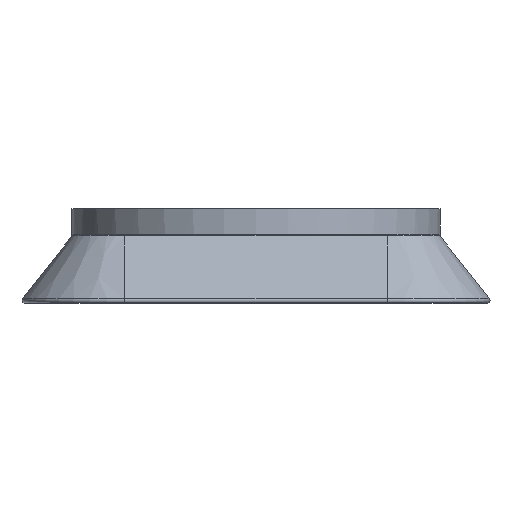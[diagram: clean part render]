
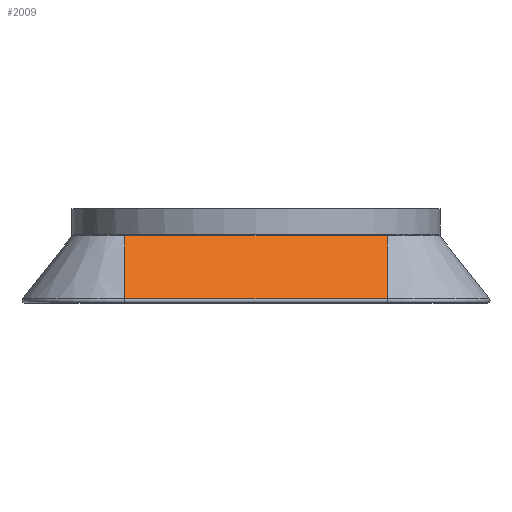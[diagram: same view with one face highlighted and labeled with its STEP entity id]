
A CAD part, front view. The second image highlights one B-rep face of the part: STEP entity #2009.
In plain terms, the highlighted planar face has unit normal (0, -0.785, 0.62).
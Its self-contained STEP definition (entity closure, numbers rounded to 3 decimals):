
#111=PLANE('',#2268);
#218=FACE_OUTER_BOUND('',#350,.T.);
#350=EDGE_LOOP('',(#1689,#1690,#1691,#1692));
#486=LINE('',#3492,#623);
#490=LINE('',#3510,#627);
#491=LINE('',#3513,#628);
#492=LINE('',#3514,#629);
#623=VECTOR('',#2835,10.);
#627=VECTOR('',#2861,10.);
#628=VECTOR('',#2864,10.);
#629=VECTOR('',#2865,10.);
#917=VERTEX_POINT('',#3485);
#919=VERTEX_POINT('',#3491);
#922=VERTEX_POINT('',#3507);
#923=VERTEX_POINT('',#3512);
#1172=EDGE_CURVE('',#919,#917,#486,.T.);
#1182=EDGE_CURVE('',#922,#917,#490,.T.);
#1183=EDGE_CURVE('',#923,#922,#491,.T.);
#1184=EDGE_CURVE('',#923,#919,#492,.T.);
#1689=ORIENTED_EDGE('',*,*,#1183,.T.);
#1690=ORIENTED_EDGE('',*,*,#1182,.T.);
#1691=ORIENTED_EDGE('',*,*,#1172,.F.);
#1692=ORIENTED_EDGE('',*,*,#1184,.F.);
#2009=ADVANCED_FACE('',(#218),#111,.T.);
#2268=AXIS2_PLACEMENT_3D('',#3511,#2862,#2863);
#2835=DIRECTION('',(0.,0.62,0.785));
#2861=DIRECTION('',(-1.,0.,0.));
#2862=DIRECTION('center_axis',(0.,-0.785,
0.62));
#2863=DIRECTION('ref_axis',(0.,0.62,0.785));
#2864=DIRECTION('',(0.,0.62,0.785));
#2865=DIRECTION('',(-1.,0.,0.));
#3485=CARTESIAN_POINT('',(-9.6,-15.957,2.224));
#3491=CARTESIAN_POINT('',(-9.6,-19.59,-2.376));
#3492=CARTESIAN_POINT('',(-9.6,-15.957,2.224));
#3507=CARTESIAN_POINT('',(9.6,-15.957,2.224));
#3510=CARTESIAN_POINT('',(9.6,-15.957,2.224));
#3511=CARTESIAN_POINT('Origin',(9.6,-19.59,-2.376));
#3512=CARTESIAN_POINT('',(9.6,-19.59,-2.376));
#3513=CARTESIAN_POINT('',(9.6,-15.957,2.224));
#3514=CARTESIAN_POINT('',(9.6,-19.59,-2.376));
